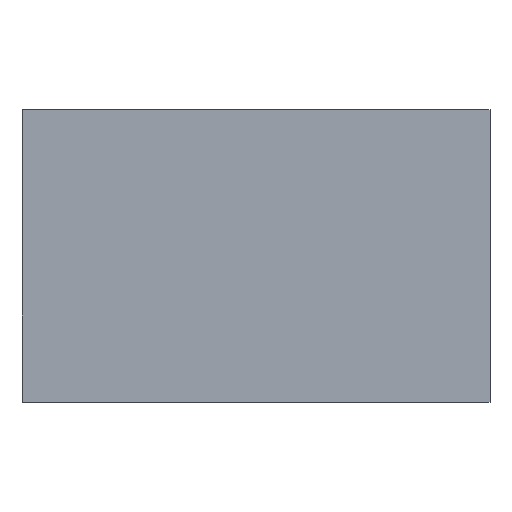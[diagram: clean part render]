
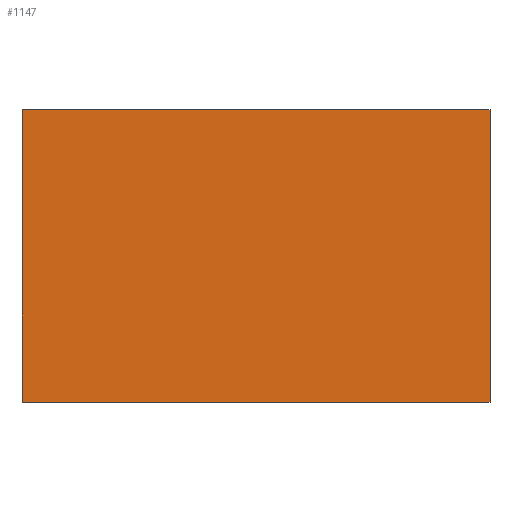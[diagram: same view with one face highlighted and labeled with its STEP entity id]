
A CAD part, top view. The second image highlights one B-rep face of the part: STEP entity #1147.
In plain terms, the highlighted planar face has unit normal (0, 0, 1).
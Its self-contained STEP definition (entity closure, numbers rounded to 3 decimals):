
#102=FACE_OUTER_BOUND('',#166,.T.);
#166=EDGE_LOOP('',(#1037,#1038,#1039,#1040));
#323=LINE('',#2044,#447);
#325=LINE('',#2048,#449);
#327=LINE('',#2052,#451);
#329=LINE('',#2055,#453);
#447=VECTOR('',#1401,10.);
#449=VECTOR('',#1405,10.);
#451=VECTOR('',#1409,10.);
#453=VECTOR('',#1413,10.);
#558=VERTEX_POINT('',#2041);
#559=VERTEX_POINT('',#2043);
#560=VERTEX_POINT('',#2047);
#561=VERTEX_POINT('',#2051);
#717=EDGE_CURVE('',#558,#559,#323,.T.);
#719=EDGE_CURVE('',#559,#560,#325,.T.);
#721=EDGE_CURVE('',#560,#561,#327,.T.);
#723=EDGE_CURVE('',#561,#558,#329,.T.);
#1037=ORIENTED_EDGE('',*,*,#717,.F.);
#1038=ORIENTED_EDGE('',*,*,#723,.F.);
#1039=ORIENTED_EDGE('',*,*,#721,.F.);
#1040=ORIENTED_EDGE('',*,*,#719,.F.);
#1087=PLANE('',#1208);
#1147=ADVANCED_FACE('',(#102),#1087,.T.);
#1208=AXIS2_PLACEMENT_3D('',#2056,#1414,#1415);
#1401=DIRECTION('',(0.,-1.,0.));
#1405=DIRECTION('',(-1.,0.,0.));
#1409=DIRECTION('',(0.,1.,0.));
#1413=DIRECTION('',(1.,0.,0.));
#1414=DIRECTION('center_axis',(0.,0.,1.));
#1415=DIRECTION('ref_axis',(1.,0.,0.));
#2041=CARTESIAN_POINT('',(1.,0.625,0.5));
#2043=CARTESIAN_POINT('',(1.,-0.625,0.5));
#2044=CARTESIAN_POINT('',(1.,0.625,0.5));
#2047=CARTESIAN_POINT('',(-1.,-0.625,0.5));
#2048=CARTESIAN_POINT('',(1.,-0.625,0.5));
#2051=CARTESIAN_POINT('',(-1.,0.625,0.5));
#2052=CARTESIAN_POINT('',(-1.,-0.625,0.5));
#2055=CARTESIAN_POINT('',(-1.,0.625,0.5));
#2056=CARTESIAN_POINT('Origin',(0.,0.,0.5));
